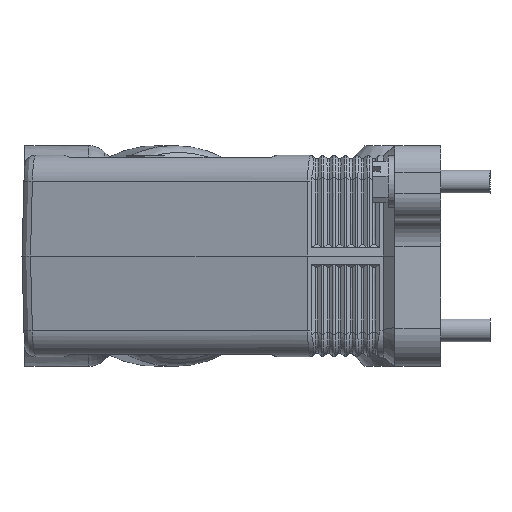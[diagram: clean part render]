
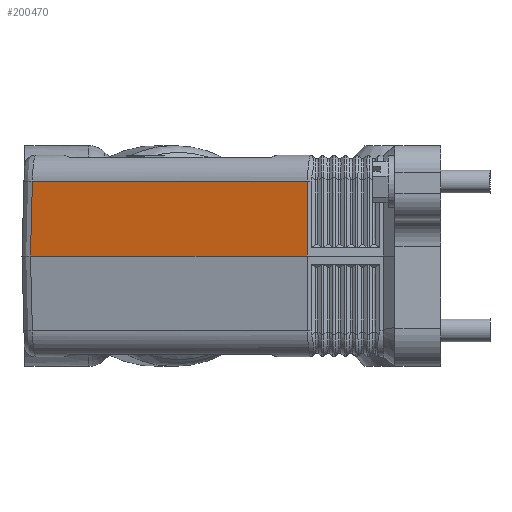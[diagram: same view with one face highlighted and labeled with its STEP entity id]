
A CAD part, left-side view. The second image highlights one B-rep face of the part: STEP entity #200470.
In plain terms, the highlighted planar face has unit normal (-0.966, 0.259, 0.026).
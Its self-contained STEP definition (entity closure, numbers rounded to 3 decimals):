
#100060=CARTESIAN_POINT('',(-84.615,31.294,13.));
#100070=VERTEX_POINT('',#100060);
#180410=CARTESIAN_POINT('',(-83.934,31.205,39.));
#180420=DIRECTION('',(-0.026,0.003,
-1.));
#180430=VECTOR('',#180420,1.);
#180440=LINE('',#180410,#180430);
#180450=CARTESIAN_POINT('',(-84.1,31.226,
32.683));
#180460=VERTEX_POINT('',#180450);
#180470=EDGE_CURVE('',#180460,#100070,#180440,.T.);
#200120=CARTESIAN_POINT('',(-63.861,106.118,
38.991));
#200130=DIRECTION('',(-0.966,0.259,
0.026));
#200140=DIRECTION('',(0.259,0.966,0.));
#200150=AXIS2_PLACEMENT_3D('',#200120,#200130,#200140);
#200160=PLANE('',#200150);
#200170=CARTESIAN_POINT('',(-93.,0.,13.));
#200180=DIRECTION('',(-0.259,-0.966,0.));
#200190=VECTOR('',#200180,1.);
#200200=LINE('',#200170,#200190);
#200210=CARTESIAN_POINT('',(-65.114,104.071,13.));
#200220=VERTEX_POINT('',#200210);
#200230=EDGE_CURVE('',#200220,#100070,#200200,.T.);
#200240=ORIENTED_EDGE('',*,*,#200230,.T.);
#200250=CARTESIAN_POINT('',(-64.719,103.556,
32.683));
#200260=CARTESIAN_POINT('',(-64.721,103.559,
32.562));
#200270=CARTESIAN_POINT('',(-64.724,103.562,
32.44));
#200280=CARTESIAN_POINT('',(-64.853,103.731,
26.001));
#200290=CARTESIAN_POINT('',(-64.98,103.896,
19.683));
#200300=CARTESIAN_POINT('',(-65.11,104.065,
13.243));
#200310=CARTESIAN_POINT('',(-65.112,104.068,
13.122));
#200320=CARTESIAN_POINT('',(-65.114,104.071,13.));
#200330=B_SPLINE_CURVE_WITH_KNOTS('',3,(#200250,#200260,#200270,#200280,
#200290,#200300,#200310,#200320),.UNSPECIFIED.,.F.,.F.,(4,2,2,4),(0.,
0.365,19.329,19.694),.UNSPECIFIED.);
#200340=CARTESIAN_POINT('',(-64.719,103.556,
32.683));
#200350=VERTEX_POINT('',#200340);
#200360=EDGE_CURVE('',#200350,#200220,#200330,.T.);
#200370=ORIENTED_EDGE('',*,*,#200360,.T.);
#200380=CARTESIAN_POINT('',(-91.981,1.811,
32.683));
#200390=DIRECTION('',(0.259,0.966,0.));
#200400=VECTOR('',#200390,1.);
#200410=LINE('',#200380,#200400);
#200420=EDGE_CURVE('',#180460,#200350,#200410,.T.);
#200430=ORIENTED_EDGE('',*,*,#200420,.T.);
#200440=ORIENTED_EDGE('',*,*,#180470,.F.);
#200450=EDGE_LOOP('',(#200440,#200430,#200370,#200240));
#200460=FACE_OUTER_BOUND('',#200450,.T.);
#200470=ADVANCED_FACE('',(#200460),#200160,.T.);
